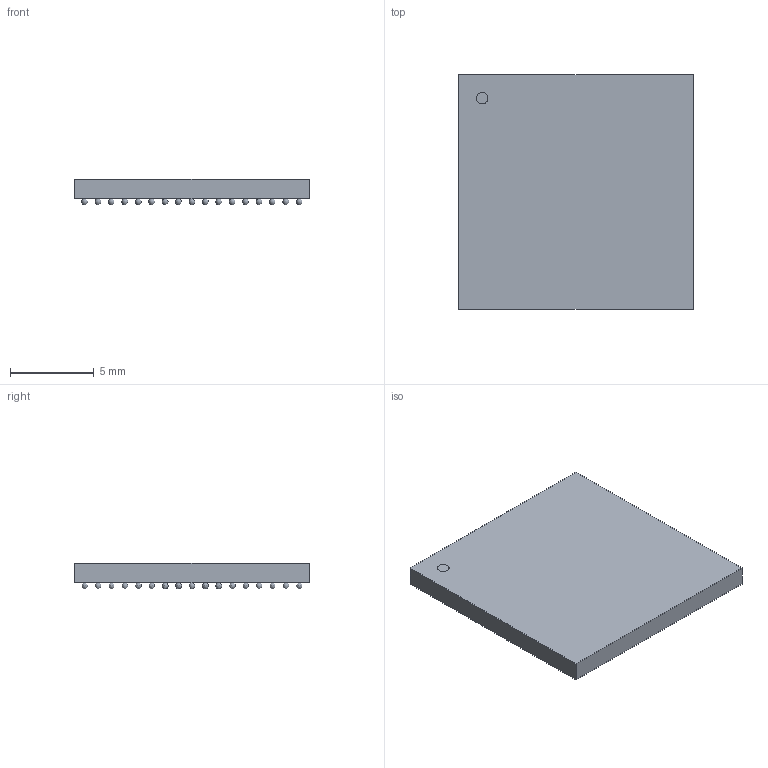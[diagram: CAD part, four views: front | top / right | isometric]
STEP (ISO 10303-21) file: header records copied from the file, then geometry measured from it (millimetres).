
FILE_DESCRIPTION(('STEP AP214'),'1');
FILE_NAME('U_MIMXRT1176DVMAA_NXP','2024-02-21T03:54:55',(''),(''),'','','');
FILE_SCHEMA(('AUTOMOTIVE_DESIGN'));
Length unit declared in the file: millimetre
Products named in the file (1): product
Bounding box: 14 x 14 x 1.53 mm (x, y, z)
Volume: 242.6 mm3; surface area: 687.6 mm2
Topology: 580 solids, 580 shells, 587 faces, 1749 edges, 1166 vertices
Faces by surface type: sphere 578, plane 8, cylinder 1
Full cylindrical faces by diameter (mm): 0.7 x1
Entity records: 5575 total; most frequent: DIRECTION 1194, CARTESIAN_POINT 601, AXIS2_PLACEMENT_3D 591, STYLED_ITEM 587, ADVANCED_FACE 587, MANIFOLD_SOLID_BREP 580, CLOSED_SHELL 580, SPHERICAL_SURFACE 578
